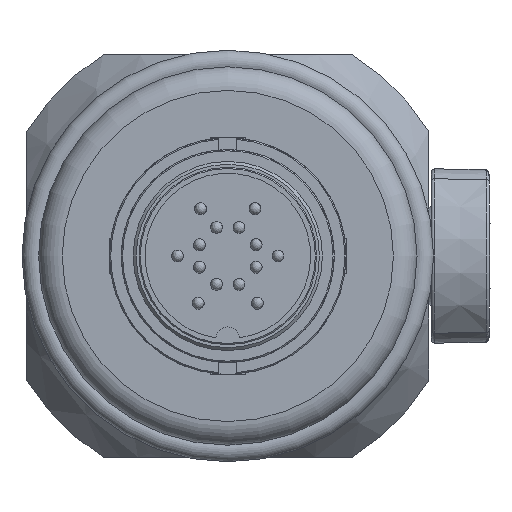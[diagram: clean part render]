
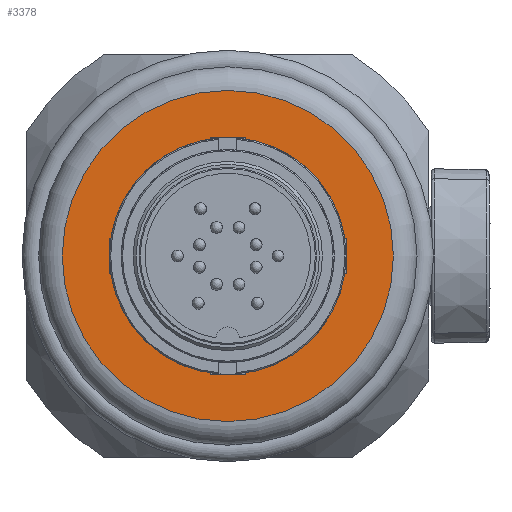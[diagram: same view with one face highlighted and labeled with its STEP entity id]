
A CAD part, left-side view. The second image highlights one B-rep face of the part: STEP entity #3378.
In plain terms, the highlighted planar face has unit normal (-1, 0, 0).
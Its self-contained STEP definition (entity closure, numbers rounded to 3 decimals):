
#85 = DIRECTION ( 'NONE',  ( 0., 0., -1. ) ) ;
#203 = DIRECTION ( 'NONE',  ( 1., 0., 0. ) ) ;
#1680 = CARTESIAN_POINT ( 'NONE',  ( -264.001, 1.5, 10. ) ) ;
#1754 = CARTESIAN_POINT ( 'NONE',  ( -264.001, 0., -1.5 ) ) ;
#2129 = CARTESIAN_POINT ( 'NONE',  ( -264.001, 0., 1.5 ) ) ;
#2375 = EDGE_CURVE ( 'NONE', #30606, #19057, #22724, .T. ) ;
#2432 = CARTESIAN_POINT ( 'NONE',  ( -264.001, 1.5, -9. ) ) ;
#2470 = CARTESIAN_POINT ( 'NONE',  ( -264.001, 14., 0. ) ) ;
#2605 = DIRECTION ( 'NONE',  ( 0., -1., 0. ) ) ;
#2786 = VERTEX_POINT ( 'NONE', #31003 ) ;
#3069 = FACE_BOUND ( 'NONE', #17171, .T. ) ;
#3184 = LINE ( 'NONE', #1754, #31251 ) ;
#3217 = CARTESIAN_POINT ( 'NONE',  ( -264.001, 5., -1.5 ) ) ;
#3303 = ORIENTED_EDGE ( 'NONE', *, *, #9516, .F. ) ;
#3378 = ADVANCED_FACE ( 'NONE', ( #3069, #30758 ), #21157, .F. ) ;
#3823 = CARTESIAN_POINT ( 'NONE',  ( -264.001, -10., -1.5 ) ) ;
#3825 = DIRECTION ( 'NONE',  ( 0., 1., 0. ) ) ;
#4059 = CARTESIAN_POINT ( 'NONE',  ( -264.001, -5., 1.5 ) ) ;
#4115 = CARTESIAN_POINT ( 'NONE',  ( -264.001, 9.786, -1.5 ) ) ;
#4211 = ORIENTED_EDGE ( 'NONE', *, *, #33931, .T. ) ;
#4325 = VERTEX_POINT ( 'NONE', #2470 ) ;
#4638 = DIRECTION ( 'NONE',  ( 0., -1., 0. ) ) ;
#4703 = AXIS2_PLACEMENT_3D ( 'NONE', #34953, #203, #85 ) ;
#4899 = DIRECTION ( 'NONE',  ( 1., 0., 0. ) ) ;
#5078 = ORIENTED_EDGE ( 'NONE', *, *, #26478, .F. ) ;
#5144 = VERTEX_POINT ( 'NONE', #1680 ) ;
#6148 = AXIS2_PLACEMENT_3D ( 'NONE', #25906, #4899, #23879 ) ;
#6356 = EDGE_CURVE ( 'NONE', #8353, #21067, #3184, .T. ) ;
#6527 = CARTESIAN_POINT ( 'NONE',  ( -264.001, -1.5, -5. ) ) ;
#6804 = DIRECTION ( 'NONE',  ( 0., 0., -1. ) ) ;
#7020 = AXIS2_PLACEMENT_3D ( 'NONE', #28543, #23045, #14621 ) ;
#7117 = LINE ( 'NONE', #2129, #35096 ) ;
#7241 = AXIS2_PLACEMENT_3D ( 'NONE', #10820, #13321, #32359 ) ;
#7679 = CARTESIAN_POINT ( 'NONE',  ( -264.001, 1.5, 5. ) ) ;
#7798 = LINE ( 'NONE', #7679, #21837 ) ;
#8314 = LINE ( 'NONE', #3217, #10384 ) ;
#8353 = VERTEX_POINT ( 'NONE', #18867 ) ;
#9205 = DIRECTION ( 'NONE',  ( 0., 1., 0. ) ) ;
#9516 = EDGE_CURVE ( 'NONE', #12256, #13744, #27355, .T. ) ;
#9530 = CARTESIAN_POINT ( 'NONE',  ( -264.001, -1.5, -9. ) ) ;
#9534 = ORIENTED_EDGE ( 'NONE', *, *, #2375, .T. ) ;
#9595 = DIRECTION ( 'NONE',  ( 0., 1., 0. ) ) ;
#10384 = VECTOR ( 'NONE', #24754, 1000. ) ;
#10763 = CARTESIAN_POINT ( 'NONE',  ( -264.001, -1.5, 10. ) ) ;
#10766 = VERTEX_POINT ( 'NONE', #19040 ) ;
#10803 = VERTEX_POINT ( 'NONE', #30031 ) ;
#10820 = CARTESIAN_POINT ( 'NONE',  ( -264.001, 0., 0. ) ) ;
#10916 = VERTEX_POINT ( 'NONE', #12258 ) ;
#11144 = EDGE_CURVE ( 'NONE', #13744, #20551, #8314, .T. ) ;
#11210 = EDGE_LOOP ( 'NONE', ( #34258 ) ) ;
#11759 = DIRECTION ( 'NONE',  ( 0., 0., 1. ) ) ;
#11921 = ORIENTED_EDGE ( 'NONE', *, *, #31135, .F. ) ;
#12215 = AXIS2_PLACEMENT_3D ( 'NONE', #34084, #20104, #17828 ) ;
#12256 = VERTEX_POINT ( 'NONE', #13811 ) ;
#12258 = CARTESIAN_POINT ( 'NONE',  ( -264.001, 1.5, -10. ) ) ;
#12883 = ORIENTED_EDGE ( 'NONE', *, *, #13021, .F. ) ;
#13021 = EDGE_CURVE ( 'NONE', #2786, #18395, #29780, .T. ) ;
#13110 = DIRECTION ( 'NONE',  ( 0., 0., -1. ) ) ;
#13180 = EDGE_CURVE ( 'NONE', #10916, #25212, #25049, .T. ) ;
#13321 = DIRECTION ( 'NONE',  ( -1., 0., 0. ) ) ;
#13391 = AXIS2_PLACEMENT_3D ( 'NONE', #19541, #25504, #9205 ) ;
#13744 = VERTEX_POINT ( 'NONE', #18552 ) ;
#13811 = CARTESIAN_POINT ( 'NONE',  ( -264.001, 10., 1.5 ) ) ;
#13820 = EDGE_CURVE ( 'NONE', #10916, #15046, #14317, .T. ) ;
#14103 = VECTOR ( 'NONE', #23988, 1000. ) ;
#14317 = LINE ( 'NONE', #2432, #20738 ) ;
#14416 = LINE ( 'NONE', #6527, #28051 ) ;
#14421 = CARTESIAN_POINT ( 'NONE',  ( -264.001, 9.786, 1.5 ) ) ;
#14621 = DIRECTION ( 'NONE',  ( 0., 0., -1. ) ) ;
#14724 = LINE ( 'NONE', #9530, #24073 ) ;
#14955 = DIRECTION ( 'NONE',  ( 0., 0., 1. ) ) ;
#15046 = VERTEX_POINT ( 'NONE', #29549 ) ;
#15211 = CIRCLE ( 'NONE', #4703, 9.9 ) ;
#15407 = ORIENTED_EDGE ( 'NONE', *, *, #23148, .T. ) ;
#17074 = EDGE_CURVE ( 'NONE', #25212, #10803, #14416, .T. ) ;
#17171 = EDGE_LOOP ( 'NONE', ( #32141, #28759, #32463, #3303, #15407, #9534, #27465, #5078, #4211, #18265, #12883, #11921, #33141, #23264, #19027, #24124 ) ) ;
#17828 = DIRECTION ( 'NONE',  ( 0., 0., -1. ) ) ;
#18265 = ORIENTED_EDGE ( 'NONE', *, *, #20806, .F. ) ;
#18395 = VERTEX_POINT ( 'NONE', #33580 ) ;
#18424 = VECTOR ( 'NONE', #11759, 1000. ) ;
#18552 = CARTESIAN_POINT ( 'NONE',  ( -264.001, 10., -1.5 ) ) ;
#18850 = CARTESIAN_POINT ( 'NONE',  ( -264.001, 1.5, -10. ) ) ;
#18867 = CARTESIAN_POINT ( 'NONE',  ( -264.001, -10., -1.5 ) ) ;
#19027 = ORIENTED_EDGE ( 'NONE', *, *, #17074, .F. ) ;
#19040 = CARTESIAN_POINT ( 'NONE',  ( -264.001, -1.5, 10. ) ) ;
#19057 = VERTEX_POINT ( 'NONE', #23038 ) ;
#19541 = CARTESIAN_POINT ( 'NONE',  ( -264.001, 0., 0. ) ) ;
#20104 = DIRECTION ( 'NONE',  ( 1., 0., 0. ) ) ;
#20503 = CIRCLE ( 'NONE', #7241, 9.9 ) ;
#20551 = VERTEX_POINT ( 'NONE', #4115 ) ;
#20738 = VECTOR ( 'NONE', #30138, 1000. ) ;
#20806 = EDGE_CURVE ( 'NONE', #18395, #25706, #20503, .T. ) ;
#20959 = VECTOR ( 'NONE', #34062, 1000. ) ;
#21067 = VERTEX_POINT ( 'NONE', #31364 ) ;
#21157 = PLANE ( 'NONE',  #6148 ) ;
#21837 = VECTOR ( 'NONE', #13110, 1000. ) ;
#22166 = EDGE_CURVE ( 'NONE', #4325, #4325, #32283, .T. ) ;
#22724 = CIRCLE ( 'NONE', #7020, 9.9 ) ;
#23038 = CARTESIAN_POINT ( 'NONE',  ( -264.001, 1.5, 9.786 ) ) ;
#23045 = DIRECTION ( 'NONE',  ( 1., 0., 0. ) ) ;
#23148 = EDGE_CURVE ( 'NONE', #12256, #30606, #7117, .T. ) ;
#23264 = ORIENTED_EDGE ( 'NONE', *, *, #32970, .T. ) ;
#23723 = CARTESIAN_POINT ( 'NONE',  ( -264.001, -1.5, 9.786 ) ) ;
#23879 = DIRECTION ( 'NONE',  ( 0., -1., 0. ) ) ;
#23988 = DIRECTION ( 'NONE',  ( 0., 1., 0. ) ) ;
#24073 = VECTOR ( 'NONE', #6804, 1000. ) ;
#24124 = ORIENTED_EDGE ( 'NONE', *, *, #13180, .F. ) ;
#24329 = LINE ( 'NONE', #10763, #14103 ) ;
#24754 = DIRECTION ( 'NONE',  ( 0., -1., 0. ) ) ;
#25049 = LINE ( 'NONE', #18850, #33898 ) ;
#25212 = VERTEX_POINT ( 'NONE', #32134 ) ;
#25504 = DIRECTION ( 'NONE',  ( -1., 0., 0. ) ) ;
#25706 = VERTEX_POINT ( 'NONE', #23723 ) ;
#25906 = CARTESIAN_POINT ( 'NONE',  ( -264.001, 0., -9. ) ) ;
#26070 = EDGE_CURVE ( 'NONE', #5144, #19057, #7798, .T. ) ;
#26163 = CARTESIAN_POINT ( 'NONE',  ( -264.001, 10., 1.5 ) ) ;
#26478 = EDGE_CURVE ( 'NONE', #10766, #5144, #24329, .T. ) ;
#27355 = LINE ( 'NONE', #26163, #20959 ) ;
#27465 = ORIENTED_EDGE ( 'NONE', *, *, #26070, .F. ) ;
#28051 = VECTOR ( 'NONE', #14955, 1000. ) ;
#28543 = CARTESIAN_POINT ( 'NONE',  ( -264.001, 0., 0. ) ) ;
#28759 = ORIENTED_EDGE ( 'NONE', *, *, #33566, .T. ) ;
#28923 = VECTOR ( 'NONE', #3825, 1000. ) ;
#29130 = LINE ( 'NONE', #3823, #18424 ) ;
#29549 = CARTESIAN_POINT ( 'NONE',  ( -264.001, 1.5, -9.786 ) ) ;
#29780 = LINE ( 'NONE', #4059, #28923 ) ;
#30031 = CARTESIAN_POINT ( 'NONE',  ( -264.001, -1.5, -9.786 ) ) ;
#30138 = DIRECTION ( 'NONE',  ( 0., 0., 1. ) ) ;
#30606 = VERTEX_POINT ( 'NONE', #14421 ) ;
#30758 = FACE_OUTER_BOUND ( 'NONE', #11210, .T. ) ;
#31003 = CARTESIAN_POINT ( 'NONE',  ( -264.001, -10., 1.5 ) ) ;
#31135 = EDGE_CURVE ( 'NONE', #8353, #2786, #29130, .T. ) ;
#31251 = VECTOR ( 'NONE', #9595, 1000. ) ;
#31364 = CARTESIAN_POINT ( 'NONE',  ( -264.001, -9.786, -1.5 ) ) ;
#32134 = CARTESIAN_POINT ( 'NONE',  ( -264.001, -1.5, -10. ) ) ;
#32141 = ORIENTED_EDGE ( 'NONE', *, *, #13820, .T. ) ;
#32283 = CIRCLE ( 'NONE', #13391, 14. ) ;
#32359 = DIRECTION ( 'NONE',  ( 0., -1., 0. ) ) ;
#32463 = ORIENTED_EDGE ( 'NONE', *, *, #11144, .F. ) ;
#32970 = EDGE_CURVE ( 'NONE', #21067, #10803, #15211, .T. ) ;
#33029 = CIRCLE ( 'NONE', #12215, 9.9 ) ;
#33141 = ORIENTED_EDGE ( 'NONE', *, *, #6356, .T. ) ;
#33566 = EDGE_CURVE ( 'NONE', #15046, #20551, #33029, .T. ) ;
#33580 = CARTESIAN_POINT ( 'NONE',  ( -264.001, -9.786, 1.5 ) ) ;
#33898 = VECTOR ( 'NONE', #2605, 1000. ) ;
#33931 = EDGE_CURVE ( 'NONE', #10766, #25706, #14724, .T. ) ;
#34062 = DIRECTION ( 'NONE',  ( 0., 0., -1. ) ) ;
#34084 = CARTESIAN_POINT ( 'NONE',  ( -264.001, 0., 0. ) ) ;
#34258 = ORIENTED_EDGE ( 'NONE', *, *, #22166, .T. ) ;
#34953 = CARTESIAN_POINT ( 'NONE',  ( -264.001, 0., 0. ) ) ;
#35096 = VECTOR ( 'NONE', #4638, 1000. ) ;
